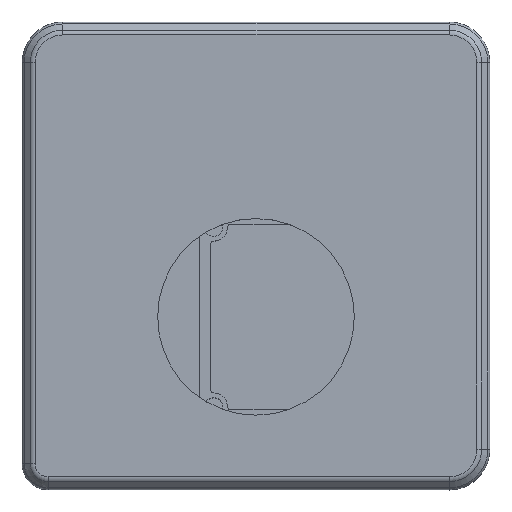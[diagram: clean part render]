
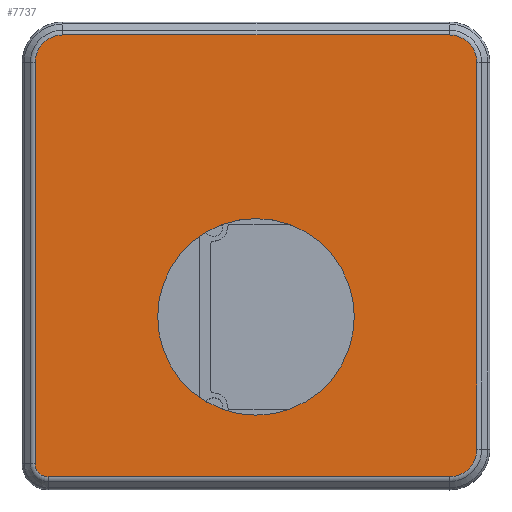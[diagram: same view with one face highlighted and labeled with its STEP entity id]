
A CAD part, top view. The second image highlights one B-rep face of the part: STEP entity #7737.
In plain terms, the highlighted planar face has unit normal (0, 0, 1).
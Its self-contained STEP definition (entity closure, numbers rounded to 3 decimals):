
#65=FACE_BOUND('',#1444,.T.);
#220=CIRCLE('',#8271,4.086);
#224=CIRCLE('',#8277,4.086);
#228=CIRCLE('',#8283,1.912);
#231=CIRCLE('',#8288,4.086);
#234=CIRCLE('',#8296,14.5);
#672=PLANE('',#8295);
#975=FACE_OUTER_BOUND('',#1443,.T.);
#1443=EDGE_LOOP('',(#6022,#6023,#6024,#6025,#6026,#6027,#6028,#6029));
#1444=EDGE_LOOP('',(#6030));
#2040=LINE('',#12103,#2781);
#2043=LINE('',#12118,#2784);
#2045=LINE('',#12130,#2786);
#2047=LINE('',#12142,#2788);
#2781=VECTOR('',#9409,10.);
#2784=VECTOR('',#9426,10.);
#2786=VECTOR('',#9440,10.);
#2788=VECTOR('',#9454,10.);
#3608=VERTEX_POINT('',#12100);
#3609=VERTEX_POINT('',#12102);
#3611=VERTEX_POINT('',#12108);
#3613=VERTEX_POINT('',#12114);
#3615=VERTEX_POINT('',#12120);
#3617=VERTEX_POINT('',#12126);
#3619=VERTEX_POINT('',#12132);
#3621=VERTEX_POINT('',#12138);
#3628=VERTEX_POINT('',#12165);
#4475=EDGE_CURVE('',#3608,#3609,#2040,.T.);
#4480=EDGE_CURVE('',#3609,#3611,#220,.T.);
#4483=EDGE_CURVE('',#3611,#3613,#2043,.T.);
#4486=EDGE_CURVE('',#3613,#3615,#224,.T.);
#4489=EDGE_CURVE('',#3615,#3617,#2045,.T.);
#4492=EDGE_CURVE('',#3617,#3619,#228,.T.);
#4495=EDGE_CURVE('',#3619,#3621,#2047,.T.);
#4497=EDGE_CURVE('',#3621,#3608,#231,.T.);
#4507=EDGE_CURVE('',#3628,#3628,#234,.T.);
#6022=ORIENTED_EDGE('',*,*,#4475,.F.);
#6023=ORIENTED_EDGE('',*,*,#4497,.F.);
#6024=ORIENTED_EDGE('',*,*,#4495,.F.);
#6025=ORIENTED_EDGE('',*,*,#4492,.F.);
#6026=ORIENTED_EDGE('',*,*,#4489,.F.);
#6027=ORIENTED_EDGE('',*,*,#4486,.F.);
#6028=ORIENTED_EDGE('',*,*,#4483,.F.);
#6029=ORIENTED_EDGE('',*,*,#4480,.F.);
#6030=ORIENTED_EDGE('',*,*,#4507,.T.);
#7737=ADVANCED_FACE('',(#975,#65),#672,.T.);
#8271=AXIS2_PLACEMENT_3D('',#12112,#9419,#9420);
#8277=AXIS2_PLACEMENT_3D('',#12124,#9433,#9434);
#8283=AXIS2_PLACEMENT_3D('',#12136,#9447,#9448);
#8288=AXIS2_PLACEMENT_3D('',#12145,#9459,#9460);
#8295=AXIS2_PLACEMENT_3D('',#12164,#9480,#9481);
#8296=AXIS2_PLACEMENT_3D('',#12166,#9482,#9483);
#9409=DIRECTION('',(1.,0.,0.));
#9419=DIRECTION('center_axis',(0.,0.,-1.));
#9420=DIRECTION('ref_axis',(0.707,0.707,0.));
#9426=DIRECTION('',(0.,-1.,0.));
#9433=DIRECTION('center_axis',(0.,0.,-1.));
#9434=DIRECTION('ref_axis',(0.707,-0.707,0.));
#9440=DIRECTION('',(-1.,0.,0.));
#9447=DIRECTION('center_axis',(0.,0.,-1.));
#9448=DIRECTION('ref_axis',(-0.707,-0.707,0.));
#9454=DIRECTION('',(0.,1.,0.));
#9459=DIRECTION('center_axis',(0.,0.,-1.));
#9460=DIRECTION('ref_axis',(-0.707,0.707,0.));
#9480=DIRECTION('center_axis',(0.,0.,1.));
#9481=DIRECTION('ref_axis',(-1.,0.,0.));
#9482=DIRECTION('center_axis',(0.,0.,-1.));
#9483=DIRECTION('ref_axis',(-1.,0.,0.));
#12100=CARTESIAN_POINT('',(-28.5,32.586,23.));
#12102=CARTESIAN_POINT('',(28.5,32.586,23.));
#12103=CARTESIAN_POINT('',(7.125,32.586,23.));
#12108=CARTESIAN_POINT('',(32.586,28.5,23.));
#12112=CARTESIAN_POINT('Origin',(28.5,28.5,23.));
#12114=CARTESIAN_POINT('',(32.586,-28.5,23.));
#12118=CARTESIAN_POINT('',(32.586,-7.125,23.));
#12120=CARTESIAN_POINT('',(28.5,-32.586,23.));
#12124=CARTESIAN_POINT('Origin',(28.5,-28.5,23.));
#12126=CARTESIAN_POINT('',(-30.674,-32.586,23.));
#12130=CARTESIAN_POINT('',(-7.668,-32.586,23.));
#12132=CARTESIAN_POINT('',(-32.586,-30.674,23.));
#12136=CARTESIAN_POINT('Origin',(-30.674,-30.674,23.));
#12138=CARTESIAN_POINT('',(-32.586,28.5,23.));
#12142=CARTESIAN_POINT('',(-32.586,7.125,23.));
#12145=CARTESIAN_POINT('Origin',(-28.5,28.5,23.));
#12164=CARTESIAN_POINT('Origin',(0.,0.,
23.));
#12165=CARTESIAN_POINT('',(14.496,-9.,23.));
#12166=CARTESIAN_POINT('Origin',(-0.004,-9.,
23.));
